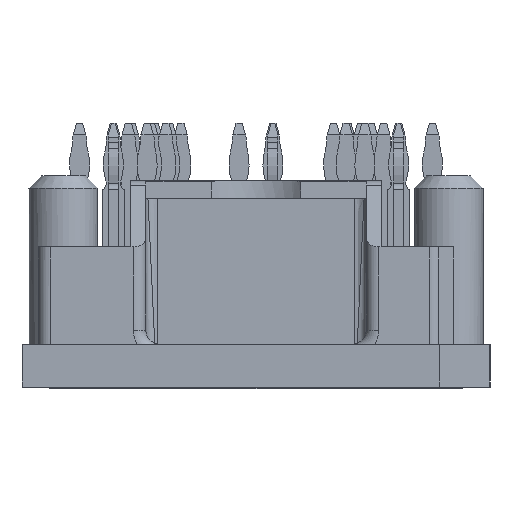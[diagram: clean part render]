
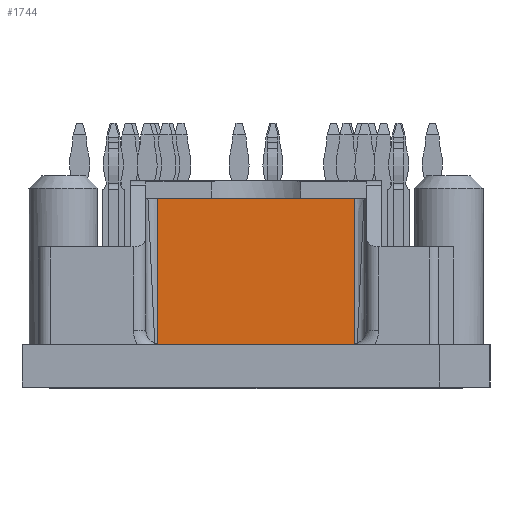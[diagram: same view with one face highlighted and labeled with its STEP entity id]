
A CAD part, left-side view. The second image highlights one B-rep face of the part: STEP entity #1744.
In plain terms, the highlighted planar face has unit normal (-1, 0, -0.009).
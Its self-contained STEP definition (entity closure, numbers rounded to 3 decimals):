
#1744 = ADVANCED_FACE( '', ( #3924 ), #3925, .T. );
#3924 = FACE_OUTER_BOUND( '', #6557, .T. );
#3925 = PLANE( '', #6558 );
#6557 = EDGE_LOOP( '', ( #11933, #11934, #11935, #11936 ) );
#6558 = AXIS2_PLACEMENT_3D( '', #11937, #11938, #11939 );
#11933 = ORIENTED_EDGE( '', *, *, #16926, .T. );
#11934 = ORIENTED_EDGE( '', *, *, #18166, .T. );
#11935 = ORIENTED_EDGE( '', *, *, #17633, .T. );
#11936 = ORIENTED_EDGE( '', *, *, #16283, .F. );
#11937 = CARTESIAN_POINT( '', ( -30.148, 0., 16.5 ) );
#11938 = DIRECTION( '', ( -1., 0., -0.009 ) );
#11939 = DIRECTION( '', ( -0.009, 0., 1. ) );
#16283 = EDGE_CURVE( '', #19744, #19739, #19746, .T. );
#16926 = EDGE_CURVE( '', #19744, #20862, #20864, .F. );
#17633 = EDGE_CURVE( '', #21973, #19739, #21974, .F. );
#18166 = EDGE_CURVE( '', #20862, #21973, #22748, .T. );
#19739 = VERTEX_POINT( '', #24766 );
#19744 = VERTEX_POINT( '', #24778 );
#19746 = LINE( '', #24780, #24781 );
#20862 = VERTEX_POINT( '', #26314 );
#20864 = LINE( '', #26316, #26317 );
#21973 = VERTEX_POINT( '', #27839 );
#21974 = LINE( '', #27840, #27841 );
#22748 = LINE( '', #28931, #28932 );
#24766 = CARTESIAN_POINT( '', ( -30.136, 7.902, 15.1 ) );
#24778 = CARTESIAN_POINT( '', ( -30.015, 7.902, 1.3 ) );
#24780 = CARTESIAN_POINT( '', ( -30.148, 7.902, 16.5 ) );
#24781 = VECTOR( '', #31005, 1000. );
#26314 = CARTESIAN_POINT( '', ( -30.015, -7.902, 1.3 ) );
#26316 = CARTESIAN_POINT( '', ( -30.015, -18.2, 1.3 ) );
#26317 = VECTOR( '', #31777, 1000. );
#27839 = CARTESIAN_POINT( '', ( -30.136, -7.902, 15.1 ) );
#27840 = CARTESIAN_POINT( '', ( -30.136, 0., 15.1 ) );
#27841 = VECTOR( '', #32605, 1000. );
#28931 = CARTESIAN_POINT( '', ( -30.148, -7.902, 16.5 ) );
#28932 = VECTOR( '', #33215, 1000. );
#31005 = DIRECTION( '', ( -0.009, 0., 1. ) );
#31777 = DIRECTION( '', ( 0., 1., 0. ) );
#32605 = DIRECTION( '', ( 0., -1., 0. ) );
#33215 = DIRECTION( '', ( -0.009, 0., 1. ) );
